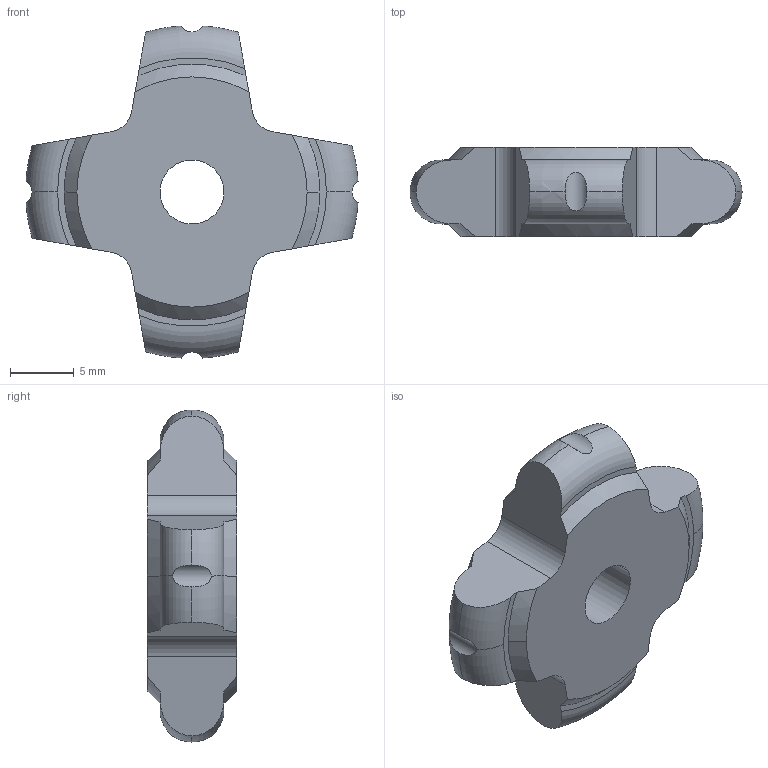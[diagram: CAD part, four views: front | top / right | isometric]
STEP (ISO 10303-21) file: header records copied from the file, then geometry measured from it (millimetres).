
FILE_DESCRIPTION(('CATIA V5 STEP Exchange'),'2;1');
FILE_NAME('Bouton de reglage - 01.stp','2019-01-25T18:41:59+00:00',('none'),('none'),'CATIA Version 5 Release 21 GA (IN-10)','CATIA V5 STEP AP203','none');
FILE_SCHEMA(('CONFIG_CONTROL_DESIGN'));
Length unit declared in the file: millimetre
Products named in the file (1): Bouton de reglage - 01
Bounding box: 25.94 x 7 x 25.94 mm (x, y, z)
Volume: 2123.4 mm3; surface area: 1251.5 mm2
Topology: 1 solids, 1 shells, 52 faces, 150 edges, 100 vertices
Faces by surface type: plane 18, torus 12, cone 12, cylinder 10
Entity records: 1813 total; most frequent: CARTESIAN_POINT 576, ORIENTED_EDGE 300, DIRECTION 164, EDGE_CURVE 150, VERTEX_POINT 100, AXIS2_PLACEMENT_3D 90, CIRCLE 60, EDGE_LOOP 54
